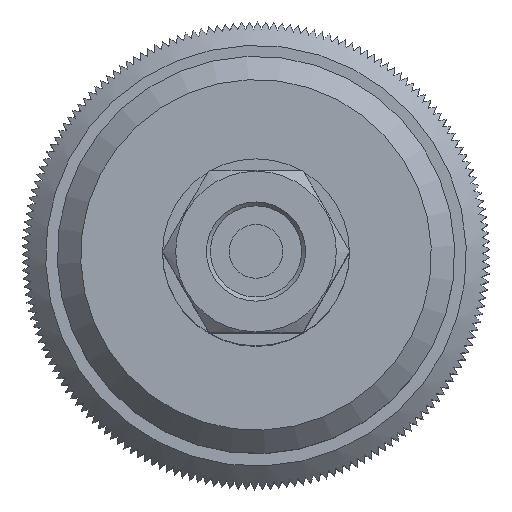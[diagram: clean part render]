
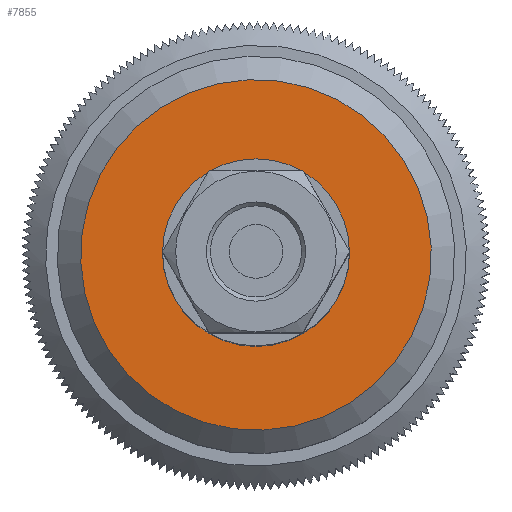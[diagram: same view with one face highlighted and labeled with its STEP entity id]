
A CAD part, top view. The second image highlights one B-rep face of the part: STEP entity #7855.
In plain terms, the highlighted face is planar.
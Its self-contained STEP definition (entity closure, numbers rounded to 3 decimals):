
#1895=PLANE($,#8666);
#1934=FACE_BOUND($,#2783,.T.);
#2341=FACE_OUTER_BOUND($,#2782,.T.);
#2782=EDGE_LOOP($,(#7376));
#2783=EDGE_LOOP($,(#7377));
#3202=CIRCLE($,#8663,7.5);
#3204=CIRCLE($,#8667,3.3);
#3971=VERTEX_POINT($,#13479);
#3973=VERTEX_POINT($,#13485);
#5114=EDGE_CURVE($,#3971,#3971,#3202,.T.);
#5116=EDGE_CURVE($,#3973,#3973,#3204,.T.);
#7376=ORIENTED_EDGE($,*,*,#5114,.F.);
#7377=ORIENTED_EDGE($,*,*,#5116,.F.);
#7855=ADVANCED_FACE($,(#2341,#1934),#1895,.T.);
#8663=AXIS2_PLACEMENT_3D($,#13480,#10988,#10989);
#8666=AXIS2_PLACEMENT_3D($,#13484,#10994,#10995);
#8667=AXIS2_PLACEMENT_3D($,#13486,#10996,#10997);
#10988=DIRECTION('center_axis',(0.,0.,1.));
#10989=DIRECTION('ref_axis',(-1.,0.,0.));
#10994=DIRECTION('center_axis',(0.,0.,-1.));
#10995=DIRECTION('ref_axis',(-1.,0.,0.));
#10996=DIRECTION('center_axis',(0.,0.,-1.));
#10997=DIRECTION('ref_axis',(-1.,0.,0.));
#13479=CARTESIAN_POINT('',(7.5,0.,0.));
#13480=CARTESIAN_POINT('Origin',(0.,0.,0.));
#13484=CARTESIAN_POINT('Origin',(0.,0.,0.));
#13485=CARTESIAN_POINT('',(3.3,0.,0.));
#13486=CARTESIAN_POINT('Origin',(0.,0.,0.));
